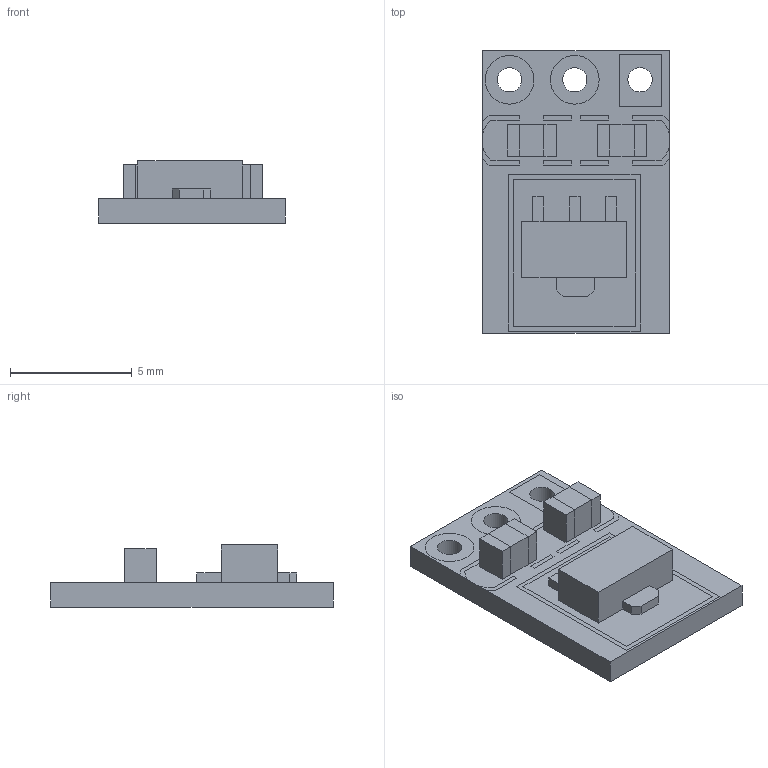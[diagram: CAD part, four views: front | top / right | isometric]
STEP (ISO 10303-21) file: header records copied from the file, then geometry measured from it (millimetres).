
FILE_DESCRIPTION(/* description */ (''),/* implementation_level */ '2;1');
FILE_NAME(/* name */ 'Buck Converter AMS1117 3.5-6v to 3.3v v4.step',/* time_stamp */ '2021-01-15T13:10:16+01:00',/* author */ (''),/* organization */ (''),/* preprocessor_version */ 'ST-DEVELOPER v18.1',/* originating_system */ 'Autodesk Translation Framework v9.7.1.1290',/* authorisation */ '');
FILE_SCHEMA (('AUTOMOTIVE_DESIGN { 1 0 10303 214 3 1 1 }'));
Length unit declared in the file: millimetre
Products named in the file (4): Buck Converter AMS1117 3.5-6v to 3.3v; PCB; AMS1117; SmallComponent
Assembly tree (4 placements, depth 2):
  Buck Converter AMS1117 3.5-6v to 3.3v
    PCB
    AMS1117
    SmallComponent  x2
Bounding box: 7.65 x 11.6 x 2.55 mm (x, y, z)
Volume: 110.1 mm3; surface area: 355.5 mm2
Topology: 15 solids, 15 shells, 112 faces, 357 edges, 288 vertices
Faces by surface type: plane 105, cylinder 7
Full cylindrical faces by diameter (mm): 1 x3, 2 x4
Entity records: 3980 total; most frequent: CARTESIAN_POINT 992, ORIENTED_EDGE 642, DIRECTION 473, EDGE_CURVE 321, VERTEX_POINT 264, LINE 223, VECTOR 223, AXIS2_PLACEMENT_3D 125
